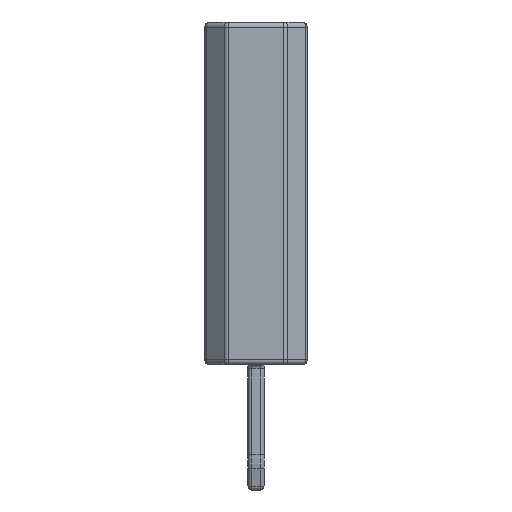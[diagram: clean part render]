
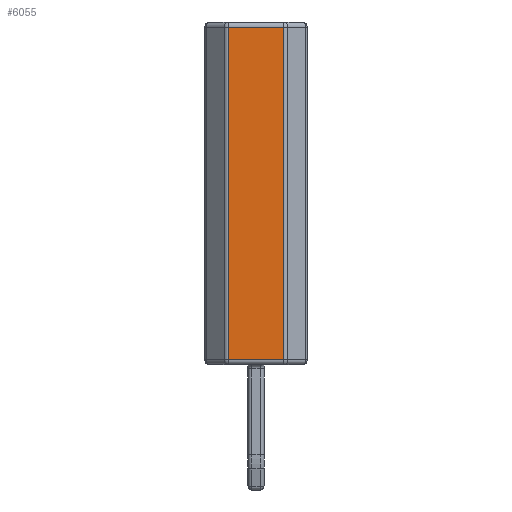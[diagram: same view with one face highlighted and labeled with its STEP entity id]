
A CAD part, left-side view. The second image highlights one B-rep face of the part: STEP entity #6055.
In plain terms, the highlighted planar face has unit normal (-1, 0, 0).
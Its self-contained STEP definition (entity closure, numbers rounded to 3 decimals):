
#5397 = CYLINDRICAL_SURFACE('',#5398,0.125);
#5398 = AXIS2_PLACEMENT_3D('',#5399,#5400,#5401);
#5399 = CARTESIAN_POINT('',(-1.145,0.692,0.));
#5400 = DIRECTION('',(0.,0.,1.));
#5401 = DIRECTION('',(-0.707,0.707,0.));
#5502 = VERTEX_POINT('',#5503);
#5503 = CARTESIAN_POINT('',(-1.27,0.692,0.125));
#5530 = EDGE_CURVE('',#5502,#5531,#5533,.T.);
#5531 = VERTEX_POINT('',#5532);
#5532 = CARTESIAN_POINT('',(-1.27,0.692,8.375));
#5533 = SURFACE_CURVE('',#5534,(#5538,#5545),.PCURVE_S1.);
#5534 = LINE('',#5535,#5536);
#5535 = CARTESIAN_POINT('',(-1.27,0.692,0.));
#5536 = VECTOR('',#5537,1.);
#5537 = DIRECTION('',(0.,0.,1.));
#5538 = PCURVE('',#5397,#5539);
#5539 = DEFINITIONAL_REPRESENTATION('',(#5540),#5544);
#5540 = LINE('',#5541,#5542);
#5541 = CARTESIAN_POINT('',(0.785,0.));
#5542 = VECTOR('',#5543,1.);
#5543 = DIRECTION('',(0.,1.));
#5544 = ( GEOMETRIC_REPRESENTATION_CONTEXT(2) 
PARAMETRIC_REPRESENTATION_CONTEXT() REPRESENTATION_CONTEXT('2D SPACE',''
  ) );
#5545 = PCURVE('',#5546,#5551);
#5546 = PLANE('',#5547);
#5547 = AXIS2_PLACEMENT_3D('',#5548,#5549,#5550);
#5548 = CARTESIAN_POINT('',(-1.27,-0.744,0.));
#5549 = DIRECTION('',(-1.,0.,0.));
#5550 = DIRECTION('',(0.,1.,0.));
#5551 = DEFINITIONAL_REPRESENTATION('',(#5552),#5556);
#5552 = LINE('',#5553,#5554);
#5553 = CARTESIAN_POINT('',(1.436,0.));
#5554 = VECTOR('',#5555,1.);
#5555 = DIRECTION('',(0.,-1.));
#5556 = ( GEOMETRIC_REPRESENTATION_CONTEXT(2) 
PARAMETRIC_REPRESENTATION_CONTEXT() REPRESENTATION_CONTEXT('2D SPACE',''
  ) );
#5760 = CYLINDRICAL_SURFACE('',#5761,0.125);
#5761 = AXIS2_PLACEMENT_3D('',#5762,#5763,#5764);
#5762 = CARTESIAN_POINT('',(-1.145,-0.744,8.375));
#5763 = DIRECTION('',(0.,1.,0.));
#5764 = DIRECTION('',(-1.,0.,0.));
#6042 = CYLINDRICAL_SURFACE('',#6043,0.125);
#6043 = AXIS2_PLACEMENT_3D('',#6044,#6045,#6046);
#6044 = CARTESIAN_POINT('',(-1.145,-0.744,0.125));
#6045 = DIRECTION('',(0.,1.,0.));
#6046 = DIRECTION('',(-1.,0.,0.));
#6055 = ADVANCED_FACE('',(#6056),#5546,.T.);
#6056 = FACE_BOUND('',#6057,.T.);
#6057 = EDGE_LOOP('',(#6058,#6081,#6082,#6105));
#6058 = ORIENTED_EDGE('',*,*,#6059,.T.);
#6059 = EDGE_CURVE('',#6060,#5531,#6062,.T.);
#6060 = VERTEX_POINT('',#6061);
#6061 = CARTESIAN_POINT('',(-1.27,-0.692,8.375));
#6062 = SURFACE_CURVE('',#6063,(#6067,#6074),.PCURVE_S1.);
#6063 = LINE('',#6064,#6065);
#6064 = CARTESIAN_POINT('',(-1.27,-0.744,8.375));
#6065 = VECTOR('',#6066,1.);
#6066 = DIRECTION('',(0.,1.,0.));
#6067 = PCURVE('',#5546,#6068);
#6068 = DEFINITIONAL_REPRESENTATION('',(#6069),#6073);
#6069 = LINE('',#6070,#6071);
#6070 = CARTESIAN_POINT('',(0.,-8.375));
#6071 = VECTOR('',#6072,1.);
#6072 = DIRECTION('',(1.,0.));
#6073 = ( GEOMETRIC_REPRESENTATION_CONTEXT(2) 
PARAMETRIC_REPRESENTATION_CONTEXT() REPRESENTATION_CONTEXT('2D SPACE',''
  ) );
#6074 = PCURVE('',#5760,#6075);
#6075 = DEFINITIONAL_REPRESENTATION('',(#6076),#6080);
#6076 = LINE('',#6077,#6078);
#6077 = CARTESIAN_POINT('',(0.,0.));
#6078 = VECTOR('',#6079,1.);
#6079 = DIRECTION('',(0.,1.));
#6080 = ( GEOMETRIC_REPRESENTATION_CONTEXT(2) 
PARAMETRIC_REPRESENTATION_CONTEXT() REPRESENTATION_CONTEXT('2D SPACE',''
  ) );
#6081 = ORIENTED_EDGE('',*,*,#5530,.F.);
#6082 = ORIENTED_EDGE('',*,*,#6083,.F.);
#6083 = EDGE_CURVE('',#6084,#5502,#6086,.T.);
#6084 = VERTEX_POINT('',#6085);
#6085 = CARTESIAN_POINT('',(-1.27,-0.692,0.125));
#6086 = SURFACE_CURVE('',#6087,(#6091,#6098),.PCURVE_S1.);
#6087 = LINE('',#6088,#6089);
#6088 = CARTESIAN_POINT('',(-1.27,-0.744,0.125));
#6089 = VECTOR('',#6090,1.);
#6090 = DIRECTION('',(0.,1.,0.));
#6091 = PCURVE('',#5546,#6092);
#6092 = DEFINITIONAL_REPRESENTATION('',(#6093),#6097);
#6093 = LINE('',#6094,#6095);
#6094 = CARTESIAN_POINT('',(0.,-0.125));
#6095 = VECTOR('',#6096,1.);
#6096 = DIRECTION('',(1.,0.));
#6097 = ( GEOMETRIC_REPRESENTATION_CONTEXT(2) 
PARAMETRIC_REPRESENTATION_CONTEXT() REPRESENTATION_CONTEXT('2D SPACE',''
  ) );
#6098 = PCURVE('',#6042,#6099);
#6099 = DEFINITIONAL_REPRESENTATION('',(#6100),#6104);
#6100 = LINE('',#6101,#6102);
#6101 = CARTESIAN_POINT('',(-0.,0.));
#6102 = VECTOR('',#6103,1.);
#6103 = DIRECTION('',(-0.,1.));
#6104 = ( GEOMETRIC_REPRESENTATION_CONTEXT(2) 
PARAMETRIC_REPRESENTATION_CONTEXT() REPRESENTATION_CONTEXT('2D SPACE',''
  ) );
#6105 = ORIENTED_EDGE('',*,*,#6106,.T.);
#6106 = EDGE_CURVE('',#6084,#6060,#6107,.T.);
#6107 = SURFACE_CURVE('',#6108,(#6112,#6119),.PCURVE_S1.);
#6108 = LINE('',#6109,#6110);
#6109 = CARTESIAN_POINT('',(-1.27,-0.692,0.));
#6110 = VECTOR('',#6111,1.);
#6111 = DIRECTION('',(0.,0.,1.));
#6112 = PCURVE('',#5546,#6113);
#6113 = DEFINITIONAL_REPRESENTATION('',(#6114),#6118);
#6114 = LINE('',#6115,#6116);
#6115 = CARTESIAN_POINT('',(0.052,0.));
#6116 = VECTOR('',#6117,1.);
#6117 = DIRECTION('',(0.,-1.));
#6118 = ( GEOMETRIC_REPRESENTATION_CONTEXT(2) 
PARAMETRIC_REPRESENTATION_CONTEXT() REPRESENTATION_CONTEXT('2D SPACE',''
  ) );
#6119 = PCURVE('',#6120,#6125);
#6120 = CYLINDRICAL_SURFACE('',#6121,0.125);
#6121 = AXIS2_PLACEMENT_3D('',#6122,#6123,#6124);
#6122 = CARTESIAN_POINT('',(-1.145,-0.692,0.));
#6123 = DIRECTION('',(0.,0.,1.));
#6124 = DIRECTION('',(-1.,0.,0.));
#6125 = DEFINITIONAL_REPRESENTATION('',(#6126),#6130);
#6126 = LINE('',#6127,#6128);
#6127 = CARTESIAN_POINT('',(0.,0.));
#6128 = VECTOR('',#6129,1.);
#6129 = DIRECTION('',(0.,1.));
#6130 = ( GEOMETRIC_REPRESENTATION_CONTEXT(2) 
PARAMETRIC_REPRESENTATION_CONTEXT() REPRESENTATION_CONTEXT('2D SPACE',''
  ) );
